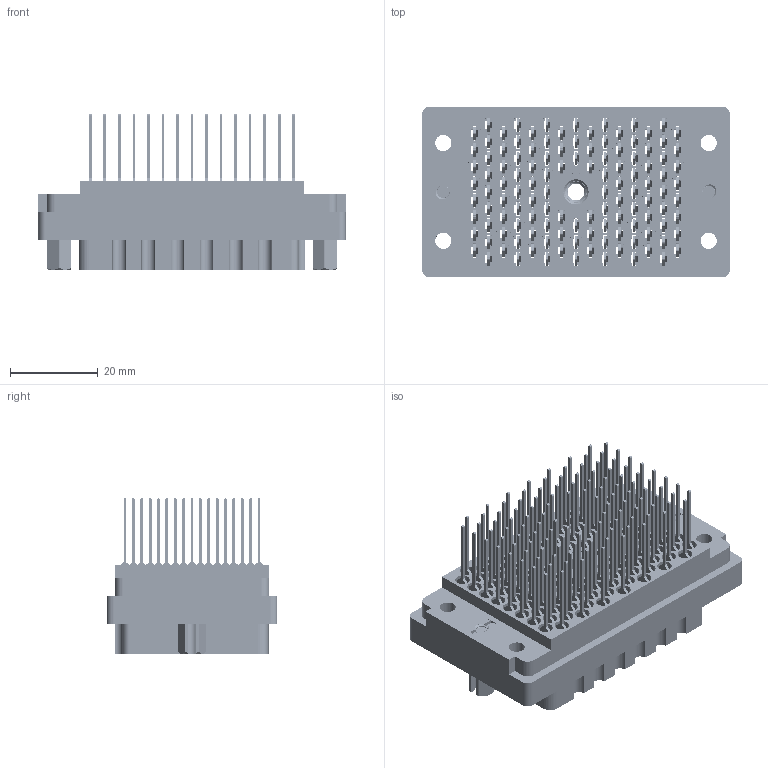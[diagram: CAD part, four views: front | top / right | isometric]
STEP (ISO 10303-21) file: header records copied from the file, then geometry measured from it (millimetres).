
FILE_DESCRIPTION (( 'STEP AP203' ), '1' );
FILE_NAME ('516-120-541-402.STEP', '2020-03-07T03:21:25', ( '' ), ( '' ), 'SwSTEP 2.0', 'SolidWorks 2016', '' );
FILE_SCHEMA (( 'CONFIG_CONTROL_DESIGN' ));
Length unit declared in the file: inch
Products named in the file (7): 516-252-091-102; 516-221-090-102_091; 516-292-001_541 Contact; 516-221-090-102_090; 516 Part Receptacle_120; 516-120-541-402; 516-252-095-100
Assembly tree (126 placements, depth 2):
  516-120-541-402
    516 Part Receptacle_120
    516-292-001_541 Contact  x120
    516-252-091-102  x2
    516-221-090-102_090
    516-252-095-100
    516-221-090-102_091
Bounding box: 69.85 x 38.73 x 35.38 mm (x, y, z)
Volume: 29896.1 mm3; surface area: 62073.2 mm2
Topology: 126 solids, 126 shells, 11333 faces, 32913 edges, 21849 vertices
Faces by surface type: plane 6888, cylinder 3651, bspline 748, cone 46
Entity records: 103654 total; most frequent: CARTESIAN_POINT 24187, ORIENTED_EDGE 16158, DIRECTION 15554, EDGE_CURVE 8079, LINE 5814, VECTOR 5814, VERTEX_POINT 5375, AXIS2_PLACEMENT_3D 4870
